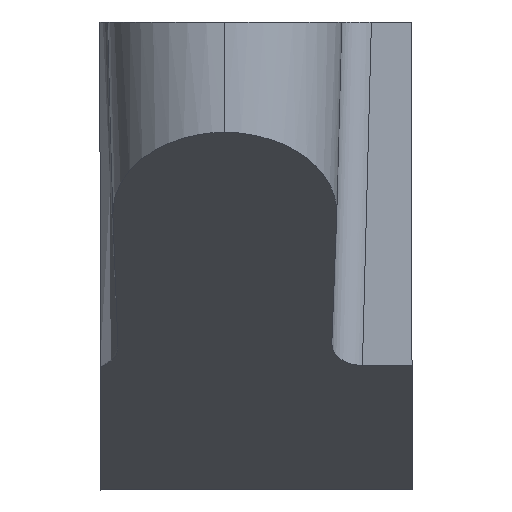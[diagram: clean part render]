
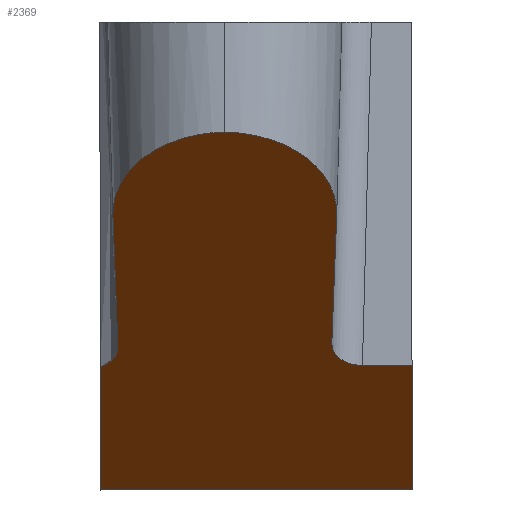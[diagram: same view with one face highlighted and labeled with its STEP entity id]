
A CAD part, front view. The second image highlights one B-rep face of the part: STEP entity #2369.
In plain terms, the highlighted planar face has unit normal (0, -0.574, -0.819).
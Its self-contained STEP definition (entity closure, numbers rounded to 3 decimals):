
#29=CARTESIAN_POINT('',(0.164,1.5,-2.461));
#30=VERTEX_POINT('',#29);
#41=CARTESIAN_POINT('',(0.164,1.5,-2.461));
#42=CARTESIAN_POINT('',(0.149,0.639,-1.858));
#43=CARTESIAN_POINT('',(0.739,0.022,-1.426));
#44=CARTESIAN_POINT('',(1.6,0.,-1.411));
#45=(BOUNDED_CURVE()B_SPLINE_CURVE(3,(#41,#42,#43,#44),.UNSPECIFIED.,.F.,.F.)B_SPLINE_CURVE_WITH_KNOTS((4,4),(0.,1.),.UNSPECIFIED.)CURVE()GEOMETRIC_REPRESENTATION_ITEM()RATIONAL_B_SPLINE_CURVE((1.,0.811,0.811,1.))REPRESENTATION_ITEM(''));
#46=CARTESIAN_POINT('',(1.6,0.,-1.411));
#47=VERTEX_POINT('',#46);
#48=EDGE_CURVE('',#30,#47,#45,.T.);
#89=CARTESIAN_POINT('',(1.6,0.,-1.411));
#90=CARTESIAN_POINT('',(2.461,0.022,-1.426));
#91=CARTESIAN_POINT('',(3.051,0.639,-1.858));
#92=CARTESIAN_POINT('',(3.035,1.5,-2.461));
#93=(BOUNDED_CURVE()B_SPLINE_CURVE(3,(#89,#90,#91,#92),.UNSPECIFIED.,.F.,.F.)B_SPLINE_CURVE_WITH_KNOTS((4,4),(0.,1.),.UNSPECIFIED.)CURVE()GEOMETRIC_REPRESENTATION_ITEM()RATIONAL_B_SPLINE_CURVE((1.,0.811,0.811,1.))REPRESENTATION_ITEM(''));
#94=CARTESIAN_POINT('',(3.035,1.5,-2.461));
#95=VERTEX_POINT('',#94);
#96=EDGE_CURVE('',#47,#95,#93,.T.);
#171=CARTESIAN_POINT('',(3.035,1.5,-2.461));
#172=CARTESIAN_POINT('',(3.035,1.504,-2.464));
#173=CARTESIAN_POINT('',(3.035,1.509,-2.467));
#174=CARTESIAN_POINT('',(3.035,1.513,-2.47));
#175=(BOUNDED_CURVE()B_SPLINE_CURVE(3,(#171,#172,#173,#174),.UNSPECIFIED.,.F.,.F.)B_SPLINE_CURVE_WITH_KNOTS((4,4),(0.,1.),.UNSPECIFIED.)CURVE()GEOMETRIC_REPRESENTATION_ITEM()RATIONAL_B_SPLINE_CURVE((1.,1.,1.,1.))REPRESENTATION_ITEM(''));
#176=CARTESIAN_POINT('',(3.035,1.513,-2.47));
#177=VERTEX_POINT('',#176);
#178=EDGE_CURVE('',#95,#177,#175,.T.);
#235=CARTESIAN_POINT('',(3.035,1.513,-2.47));
#236=DIRECTION('',(-0.022,0.819,-0.573));
#237=VECTOR('',#236,2.878);
#238=LINE('',#235,#237);
#239=CARTESIAN_POINT('',(2.971,3.87,-4.12));
#240=VERTEX_POINT('',#239);
#241=EDGE_CURVE('',#177,#240,#238,.T.);
#306=CARTESIAN_POINT('',(2.971,3.87,-4.12));
#307=CARTESIAN_POINT('',(2.971,3.871,-4.121));
#308=CARTESIAN_POINT('',(2.971,3.872,-4.122));
#309=CARTESIAN_POINT('',(2.971,3.873,-4.123));
#310=(BOUNDED_CURVE()B_SPLINE_CURVE(3,(#306,#307,#308,#309),.UNSPECIFIED.,.F.,.F.)B_SPLINE_CURVE_WITH_KNOTS((4,4),(0.,1.),.UNSPECIFIED.)CURVE()GEOMETRIC_REPRESENTATION_ITEM()RATIONAL_B_SPLINE_CURVE((1.,1.,1.,1.))REPRESENTATION_ITEM(''));
#311=CARTESIAN_POINT('',(2.971,3.873,-4.123));
#312=VERTEX_POINT('',#311);
#313=EDGE_CURVE('',#240,#312,#310,.T.);
#383=CARTESIAN_POINT('',(3.364,4.273,-4.403));
#384=VERTEX_POINT('',#383);
#397=CARTESIAN_POINT('',(2.971,3.873,-4.123));
#398=CARTESIAN_POINT('',(2.967,4.108,-4.287));
#399=CARTESIAN_POINT('',(3.13,4.273,-4.403));
#400=CARTESIAN_POINT('',(3.364,4.273,-4.403));
#401=(BOUNDED_CURVE()B_SPLINE_CURVE(3,(#397,#398,#399,#400),.UNSPECIFIED.,.F.,.F.)B_SPLINE_CURVE_WITH_KNOTS((4,4),(0.,1.),.UNSPECIFIED.)CURVE()GEOMETRIC_REPRESENTATION_ITEM()RATIONAL_B_SPLINE_CURVE((1.,0.805,0.805,1.))REPRESENTATION_ITEM(''));
#402=EDGE_CURVE('',#312,#384,#401,.T.);
#481=CARTESIAN_POINT('',(4.,4.273,-4.403));
#482=VERTEX_POINT('',#481);
#493=CARTESIAN_POINT('',(3.364,4.273,-4.403));
#494=DIRECTION('',(1.,0.,0.));
#495=VECTOR('',#494,0.636);
#496=LINE('',#493,#495);
#497=EDGE_CURVE('',#384,#482,#496,.T.);
#584=CARTESIAN_POINT('',(4.,6.554,-6.));
#585=VERTEX_POINT('',#584);
#596=CARTESIAN_POINT('',(4.,4.273,-4.403));
#597=DIRECTION('',(0.,0.819,-0.574));
#598=VECTOR('',#597,2.784);
#599=LINE('',#596,#598);
#600=EDGE_CURVE('',#482,#585,#599,.T.);
#743=CARTESIAN_POINT('',(0.,4.3,-4.422));
#744=VERTEX_POINT('',#743);
#807=CARTESIAN_POINT('',(0.,6.554,-6.));
#808=VERTEX_POINT('',#807);
#819=CARTESIAN_POINT('',(0.,4.3,-4.422));
#820=DIRECTION('',(0.,0.819,-0.574));
#821=VECTOR('',#820,2.752);
#822=LINE('',#819,#821);
#823=EDGE_CURVE('',#744,#808,#822,.T.);
#1712=CARTESIAN_POINT('',(0.23,3.934,-4.166));
#1713=VERTEX_POINT('',#1712);
#1726=CARTESIAN_POINT('',(0.,4.3,-4.422));
#1727=CARTESIAN_POINT('',(0.078,4.265,-4.397));
#1728=CARTESIAN_POINT('',(0.137,4.209,-4.358));
#1729=CARTESIAN_POINT('',(0.214,4.079,-4.267));
#1730=CARTESIAN_POINT('',(0.232,4.007,-4.216));
#1731=CARTESIAN_POINT('',(0.23,3.934,-4.166));
#1732=B_SPLINE_CURVE_WITH_KNOTS('',3,(#1726,#1727,#1728,#1729,#1730,#1731),.UNSPECIFIED.,.F.,.F.,(4,2,4),(0.,0.5,1.),.UNSPECIFIED.);
#1733=EDGE_CURVE('',#744,#1713,#1732,.T.);
#1783=CARTESIAN_POINT('',(0.23,3.934,-4.166));
#1784=DIRECTION('',(-0.022,-0.819,0.573));
#1785=VECTOR('',#1784,2.956);
#1786=LINE('',#1783,#1785);
#1787=CARTESIAN_POINT('',(0.165,1.513,-2.47));
#1788=VERTEX_POINT('',#1787);
#1789=EDGE_CURVE('',#1713,#1788,#1786,.T.);
#1960=CARTESIAN_POINT('',(0.,6.554,-6.));
#1961=DIRECTION('',(1.,0.,0.));
#1962=VECTOR('',#1961,4.);
#1963=LINE('',#1960,#1962);
#1964=EDGE_CURVE('',#808,#585,#1963,.T.);
#2239=CARTESIAN_POINT('',(1.6,2.582,-3.218));
#2240=DIRECTION('',(0.,0.574,0.819));
#2241=DIRECTION('',(0.,-0.47,0.329));
#2242=AXIS2_PLACEMENT_3D('',#2239,#2240,#2241);
#2243=PLANE('',#2242);
#2244=ORIENTED_EDGE('Edge 74',*,*,#402,.F.);
#2253=ORIENTED_EDGE('Edge 894',*,*,#497,.F.);
#2262=ORIENTED_EDGE('Edge 447',*,*,#600,.F.);
#2271=ORIENTED_EDGE('Edge 590',*,*,#1964,.T.);
#2280=ORIENTED_EDGE('Edge 395',*,*,#823,.T.);
#2289=ORIENTED_EDGE('Edge 1023',*,*,#1733,.F.);
#2298=ORIENTED_EDGE('Edge 852',*,*,#1789,.F.);
#2307=CARTESIAN_POINT('',(0.165,1.513,-2.47));
#2308=CARTESIAN_POINT('',(0.165,1.509,-2.467));
#2309=CARTESIAN_POINT('',(0.164,1.504,-2.464));
#2310=CARTESIAN_POINT('',(0.164,1.5,-2.461));
#2311=(BOUNDED_CURVE()B_SPLINE_CURVE(3,(#2307,#2308,#2309,#2310),.UNSPECIFIED.,.F.,.F.)B_SPLINE_CURVE_WITH_KNOTS((4,4),(0.,1.),.UNSPECIFIED.)CURVE()GEOMETRIC_REPRESENTATION_ITEM()RATIONAL_B_SPLINE_CURVE((1.,1.,1.,1.))REPRESENTATION_ITEM('')
);
#2312=EDGE_CURVE('',#1788,#30,#2311,.T.);
#2313=ORIENTED_EDGE('Edge 329',*,*,#2312,.F.);
#2322=ORIENTED_EDGE('Edge 334',*,*,#48,.F.);
#2331=ORIENTED_EDGE('Edge 339',*,*,#96,.F.);
#2340=ORIENTED_EDGE('Edge 344',*,*,#178,.F.);
#2349=ORIENTED_EDGE('Edge 906',*,*,#241,.F.);
#2358=ORIENTED_EDGE('Edge 933',*,*,#313,.F.);
#2367=EDGE_LOOP('',(#2358,#2349,#2340,#2331,#2322,#2313,#2298,#2289,#2280,#2271,#2262,#2253,#2244));
#2368=FACE_OUTER_BOUND('Loop 355',#2367,.T.);
#2369=ADVANCED_FACE('Face 356',(#2368),#2243,.F.);
